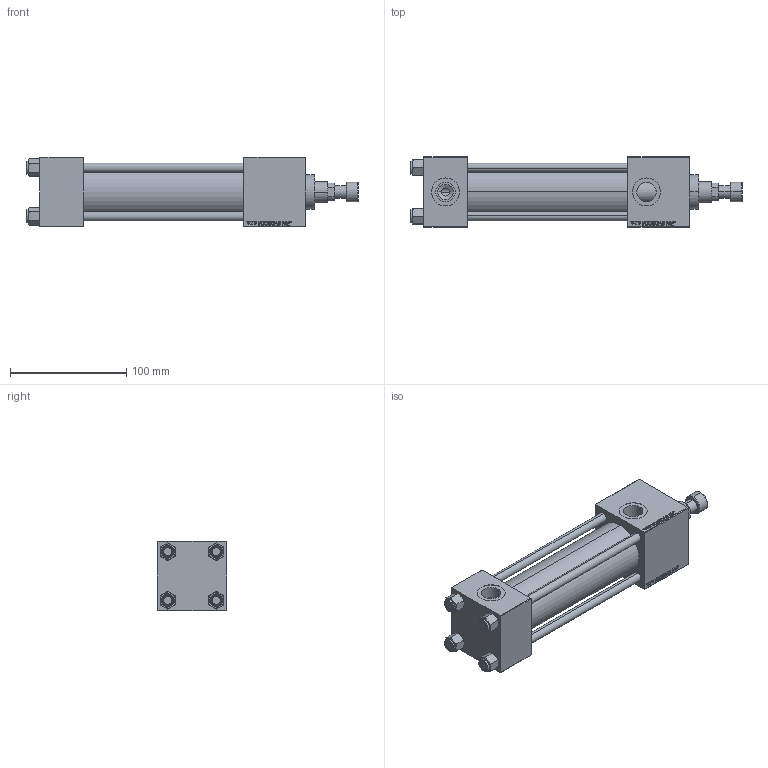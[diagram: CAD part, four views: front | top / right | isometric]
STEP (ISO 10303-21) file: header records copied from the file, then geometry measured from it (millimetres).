
FILE_DESCRIPTION (( 'STEP AP203' ), '1' );
FILE_NAME ('6658.STEP', '2022-04-16T06:49:04', ( '' ), ( '' ), 'SwSTEP 2.0', 'SolidWorks 2019', '' );
FILE_SCHEMA (( 'CONFIG_CONTROL_DESIGN' ));
Length unit declared in the file: millimetre
Products named in the file (7): NUT_M5_C a06357bd2453e9d35ede199d96bbb2ad; V215CR_VCP_C a06357bd2453e9d35ede199d96bbb2ad; 6658; V215CR_ROD_END_F a06357bd2453e9d35ede199d96bbb2ad; V215_VC_A a06357bd2453e9d35ede199d96bbb2ad; V215CR_C_Body a06357bd2453e9d35ede199d96bbb2ad; V215CR_C_TYCINKA a06357bd2453e9d35ede199d96bbb2ad
Assembly tree (12 placements, depth 2):
  6658
    V215CR_C_Body a06357bd2453e9d35ede199d96bbb2ad
    V215CR_VCP_C a06357bd2453e9d35ede199d96bbb2ad
    NUT_M5_C a06357bd2453e9d35ede199d96bbb2ad  x4
    V215CR_C_TYCINKA a06357bd2453e9d35ede199d96bbb2ad  x4
    V215_VC_A a06357bd2453e9d35ede199d96bbb2ad
    V215CR_ROD_END_F a06357bd2453e9d35ede199d96bbb2ad
Bounding box: 285 x 60 x 60 mm (x, y, z)
Volume: 474597.9 mm3; surface area: 140898.7 mm2
Topology: 12 solids, 12 shells, 1165 faces, 2909 edges, 1887 vertices
Faces by surface type: plane 531, bspline 392, cone 136, cylinder 94, torus 12
Entity records: 50772 total; most frequent: CARTESIAN_POINT 27187, ORIENTED_EDGE 5310, DIRECTION 3393, EDGE_CURVE 2655, VERTEX_POINT 1743, VECTOR 1599, LINE 1599, EDGE_LOOP 1176
